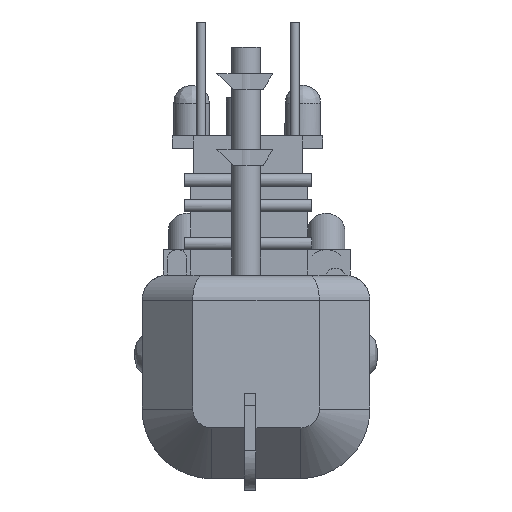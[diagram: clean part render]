
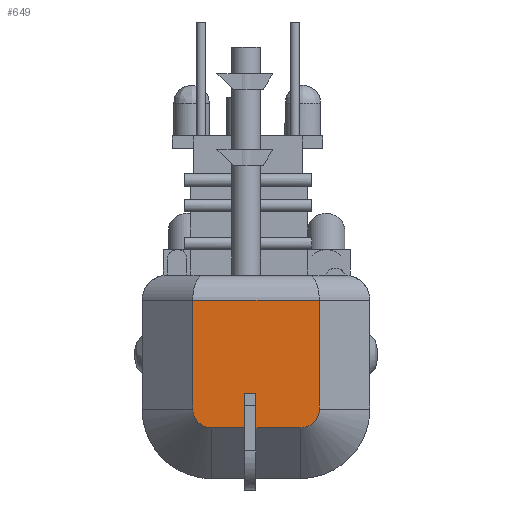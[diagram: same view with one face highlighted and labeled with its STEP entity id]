
A CAD part, left-side view. The second image highlights one B-rep face of the part: STEP entity #649.
In plain terms, the highlighted free-form (B-spline) face has degree [1, 1] with [2, 2] control points.
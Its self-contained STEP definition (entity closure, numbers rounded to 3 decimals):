
#69 = VERTEX_POINT('',#70);
#70 = CARTESIAN_POINT('',(-624.059,22.381,72.939
    ));
#100 = VERTEX_POINT('',#101);
#101 = CARTESIAN_POINT('',(-624.059,78.334,
    72.939));
#107 = EDGE_CURVE('',#100,#69,#108,.T.);
#108 = B_SPLINE_CURVE_WITH_KNOTS('',1,(#109,#110),.UNSPECIFIED.,.F.,.F.,
  (2,2),(-70.,-20.),.PIECEWISE_BEZIER_KNOTS.);
#109 = CARTESIAN_POINT('',(-624.059,78.334,
    72.939));
#110 = CARTESIAN_POINT('',(-624.059,22.381,
    72.939));
#520 = EDGE_CURVE('',#69,#521,#523,.T.);
#521 = VERTEX_POINT('',#522);
#522 = CARTESIAN_POINT('',(-624.059,22.381,
    24.894));
#523 = B_SPLINE_CURVE_WITH_KNOTS('',1,(#524,#525),.UNSPECIFIED.,.F.,.F.,
  (2,2),(-62.825,-19.892),.PIECEWISE_BEZIER_KNOTS.);
#524 = CARTESIAN_POINT('',(-624.059,22.381,
    72.939));
#525 = CARTESIAN_POINT('',(-624.059,22.381,
    24.894));
#542 = VERTEX_POINT('',#543);
#543 = CARTESIAN_POINT('',(-624.059,30.774,
    16.501));
#557 = EDGE_CURVE('',#521,#542,#558,.T.);
#558 = ( BOUNDED_CURVE() B_SPLINE_CURVE(2,(#559,#560,#561),
.UNSPECIFIED.,.F.,.F.) B_SPLINE_CURVE_WITH_KNOTS((3,3),(5.498,
7.069),.PIECEWISE_BEZIER_KNOTS.) CURVE() 
GEOMETRIC_REPRESENTATION_ITEM() RATIONAL_B_SPLINE_CURVE((1.,
0.707,1.)) REPRESENTATION_ITEM('') );
#559 = CARTESIAN_POINT('',(-624.059,22.381,
    24.894));
#560 = CARTESIAN_POINT('',(-624.059,22.381,
    16.501));
#561 = CARTESIAN_POINT('',(-624.059,30.774,
    16.501));
#574 = EDGE_CURVE('',#542,#575,#577,.T.);
#575 = VERTEX_POINT('',#576);
#576 = CARTESIAN_POINT('',(-624.059,69.941,
    16.501));
#577 = B_SPLINE_CURVE_WITH_KNOTS('',1,(#578,#579),.UNSPECIFIED.,.F.,.F.,
  (2,2),(27.5,62.5),.PIECEWISE_BEZIER_KNOTS.);
#578 = CARTESIAN_POINT('',(-624.059,30.774,
    16.501));
#579 = CARTESIAN_POINT('',(-624.059,69.941,
    16.501));
#602 = VERTEX_POINT('',#603);
#603 = CARTESIAN_POINT('',(-624.059,78.334,
    24.894));
#617 = EDGE_CURVE('',#575,#602,#618,.T.);
#618 = ( BOUNDED_CURVE() B_SPLINE_CURVE(2,(#619,#620,#621),
.UNSPECIFIED.,.F.,.F.) B_SPLINE_CURVE_WITH_KNOTS((3,3),(5.498,
7.069),.PIECEWISE_BEZIER_KNOTS.) CURVE() 
GEOMETRIC_REPRESENTATION_ITEM() RATIONAL_B_SPLINE_CURVE((1.,
0.707,1.)) REPRESENTATION_ITEM('') );
#619 = CARTESIAN_POINT('',(-624.059,69.941,
    16.501));
#620 = CARTESIAN_POINT('',(-624.059,78.334,
    16.501));
#621 = CARTESIAN_POINT('',(-624.059,78.334,
    24.894));
#640 = EDGE_CURVE('',#602,#100,#641,.T.);
#641 = B_SPLINE_CURVE_WITH_KNOTS('',1,(#642,#643),.UNSPECIFIED.,.F.,.F.,
  (2,2),(19.892,62.825),.PIECEWISE_BEZIER_KNOTS.);
#642 = CARTESIAN_POINT('',(-624.059,78.334,
    24.894));
#643 = CARTESIAN_POINT('',(-624.059,78.334,
    72.939));
#649 = ADVANCED_FACE('',(#650),#658,.T.);
#650 = FACE_BOUND('',#651,.T.);
#651 = EDGE_LOOP('',(#652,#653,#654,#655,#656,#657));
#652 = ORIENTED_EDGE('',*,*,#107,.F.);
#653 = ORIENTED_EDGE('',*,*,#640,.F.);
#654 = ORIENTED_EDGE('',*,*,#617,.F.);
#655 = ORIENTED_EDGE('',*,*,#574,.F.);
#656 = ORIENTED_EDGE('',*,*,#557,.F.);
#657 = ORIENTED_EDGE('',*,*,#520,.F.);
#658 = B_SPLINE_SURFACE_WITH_KNOTS('',1,1,(
    (#659,#660)
    ,(#661,#662
    )),.UNSPECIFIED.,.F.,.F.,.F.,(2,2),(2,2),(20.,70.433),(20.,
    70.),.PIECEWISE_BEZIER_KNOTS.);
#659 = CARTESIAN_POINT('',(-624.059,22.381,
    16.501));
#660 = CARTESIAN_POINT('',(-624.059,78.334,
    16.501));
#661 = CARTESIAN_POINT('',(-624.059,22.381,
    72.939));
#662 = CARTESIAN_POINT('',(-624.059,78.334,
    72.939));
